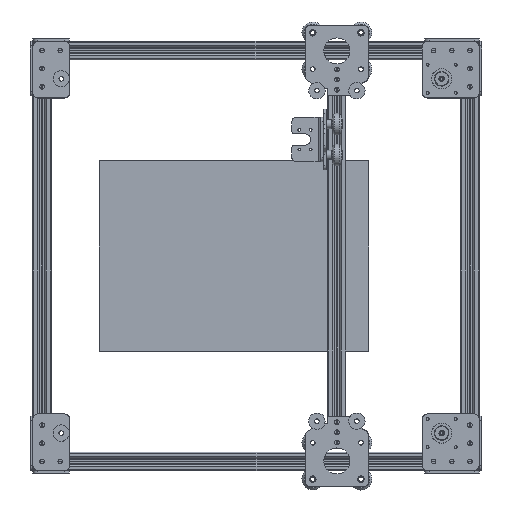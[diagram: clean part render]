
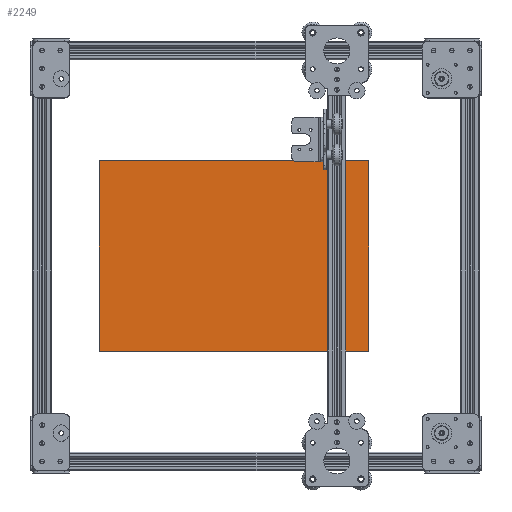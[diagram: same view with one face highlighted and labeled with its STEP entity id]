
A CAD part, top view. The second image highlights one B-rep face of the part: STEP entity #2249.
In plain terms, the highlighted planar face has unit normal (0, 0, 1).
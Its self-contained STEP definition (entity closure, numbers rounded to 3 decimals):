
#2249=ADVANCED_FACE('',(#11502),#11504,.T.);
#11502=FACE_BOUND('',#11503,.T.);
#11503=EDGE_LOOP('',(#19305,#19306,#19307,#19308));
#11504=PLANE('',#11505);
#11505=AXIS2_PLACEMENT_3D('',#11506,#11507,#11508);
#11506=CARTESIAN_POINT('',(0.,0.,1.));
#11507=DIRECTION('',(0.,0.,1.));
#11508=DIRECTION('',(1.,0.,0.));
#19305=ORIENTED_EDGE('',*,*,#24661,.T.);
#19306=ORIENTED_EDGE('',*,*,#24665,.T.);
#19307=ORIENTED_EDGE('',*,*,#24668,.T.);
#19308=ORIENTED_EDGE('',*,*,#24670,.T.);
#24661=EDGE_CURVE('',#27349,#27347,#27350,.T.);
#24665=EDGE_CURVE('',#27347,#27354,#27356,.T.);
#24668=EDGE_CURVE('',#27354,#27359,#27361,.T.);
#24670=EDGE_CURVE('',#27359,#27349,#27363,.T.);
#27347=VERTEX_POINT('',#31892);
#27349=VERTEX_POINT('',#31896);
#27350=LINE('',#31897,#31898);
#27354=VERTEX_POINT('',#31907);
#27356=LINE('',#31911,#31912);
#27359=VERTEX_POINT('',#31918);
#27361=LINE('',#31922,#31923);
#27363=LINE('',#31928,#31929);
#31892=CARTESIAN_POINT('',(148.5,105.,1.));
#31896=CARTESIAN_POINT('',(148.5,-105.,1.));
#31897=CARTESIAN_POINT('',(148.5,-105.,1.));
#31898=VECTOR('',#31899,1.);
#31899=DIRECTION('',(0.,1.,0.));
#31907=CARTESIAN_POINT('',(-148.5,105.,1.));
#31911=CARTESIAN_POINT('',(148.5,105.,1.));
#31912=VECTOR('',#31913,1.);
#31913=DIRECTION('',(-1.,0.,0.));
#31918=CARTESIAN_POINT('',(-148.5,-105.,1.));
#31922=CARTESIAN_POINT('',(-148.5,105.,1.));
#31923=VECTOR('',#31924,1.);
#31924=DIRECTION('',(0.,-1.,0.));
#31928=CARTESIAN_POINT('',(-148.5,-105.,1.));
#31929=VECTOR('',#31930,1.);
#31930=DIRECTION('',(1.,0.,0.));
